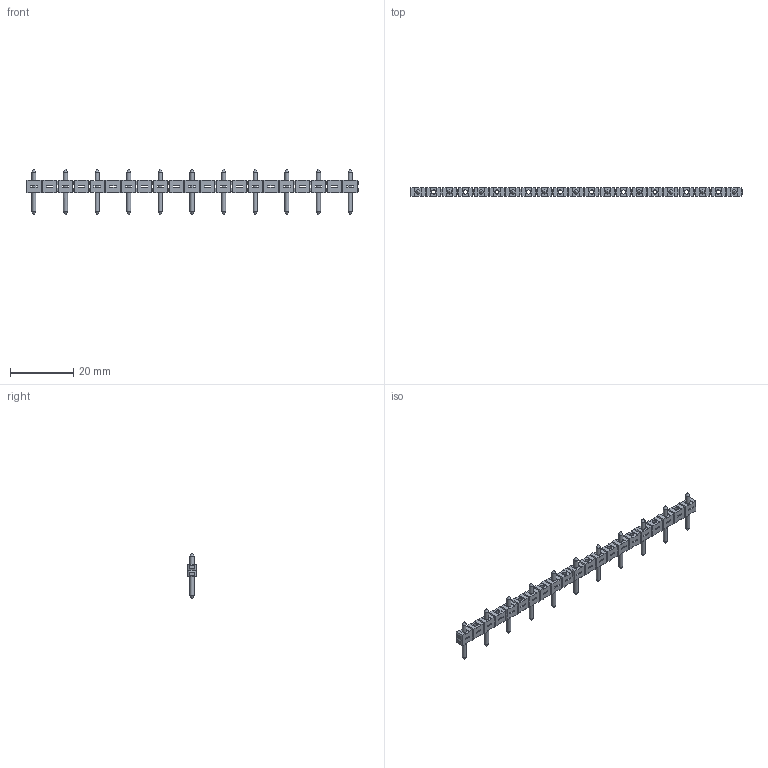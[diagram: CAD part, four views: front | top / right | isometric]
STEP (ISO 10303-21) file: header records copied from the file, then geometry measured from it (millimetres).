
FILE_DESCRIPTION(('STEP AP214'),'1');
FILE_NAME('PVSD11-10.stp','2018-11-21T10:02:26',(' '),(' '),'Spatial InterOp 3D',' ',' ');
FILE_SCHEMA(('AUTOMOTIVE_DESIGN { 1 0 10303 214 1 1 1 1 }'));
Length unit declared in the file: metre
Products named in the file (1): 1
Bounding box: 105 x 2.8 x 14.5 mm (x, y, z)
Volume: 1141.6 mm3; surface area: 2401.9 mm2
Topology: 1 solids, 1 shells, 751 faces, 1913 edges, 1124 vertices
Faces by surface type: plane 676, cylinder 53, cone 22
Full cylindrical faces by diameter (mm): 1.3 x53
Entity records: 26933 total; most frequent: CARTESIAN_POINT 3564, ORIENTED_EDGE 3504, DIRECTION 3362, EDGE_CURVE 1752, LINE 1646, VECTOR 1646, VERTEX_POINT 1060, EDGE_LOOP 930
